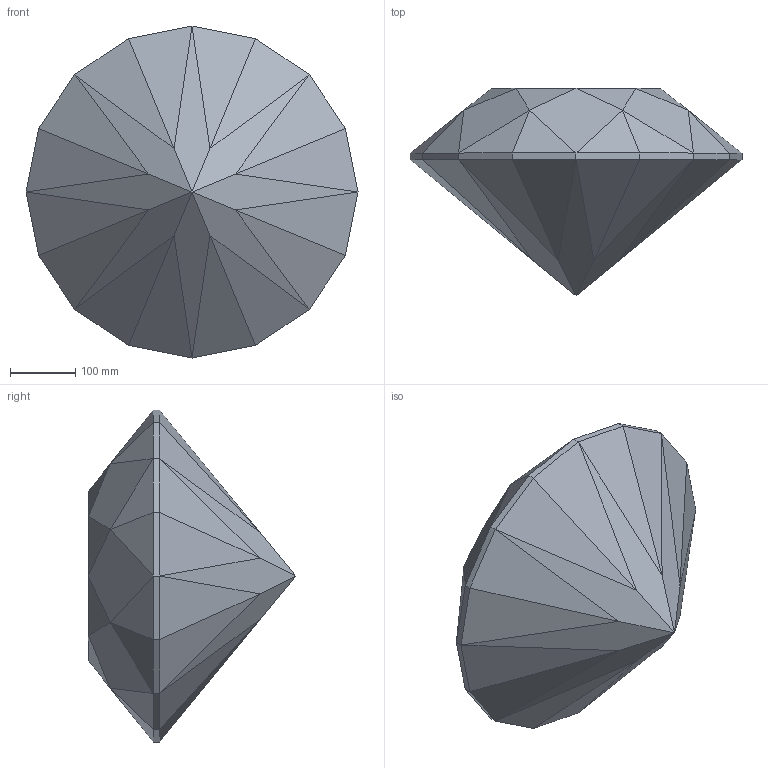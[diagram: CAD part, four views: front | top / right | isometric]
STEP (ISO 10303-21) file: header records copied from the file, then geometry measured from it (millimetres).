
FILE_DESCRIPTION(('FreeCAD Model'),'2;1');
FILE_NAME('Open CASCADE Shape Model','2025-04-27T19:49:31',('FreeCAD'),( 'FreeCAD'),'Open CASCADE STEP processor 7.6','FreeCAD','Unknown');
FILE_SCHEMA(('AUTOMOTIVE_DESIGN { 1 0 10303 214 1 1 1 1 }'));
Length unit declared in the file: millimetre
Products named in the file (1): Open CASCADE STEP translator 7.6 1
Bounding box: 508.07 x 317.19 x 508.07 mm (x, y, z)
Volume: 28018601.2 mm3; surface area: 516567.3 mm2
Topology: 1 solids, 1 shells, 73 faces, 128 edges, 57 vertices
Faces by surface type: bspline 73
Entity records: 1484 total; most frequent: CARTESIAN_POINT 606, ORIENTED_EDGE 256, EDGE_CURVE 128, B_SPLINE_CURVE_WITH_KNOTS 128, ADVANCED_FACE 73, FACE_BOUND 73, EDGE_LOOP 73, B_SPLINE_SURFACE_WITH_KNOTS 73
